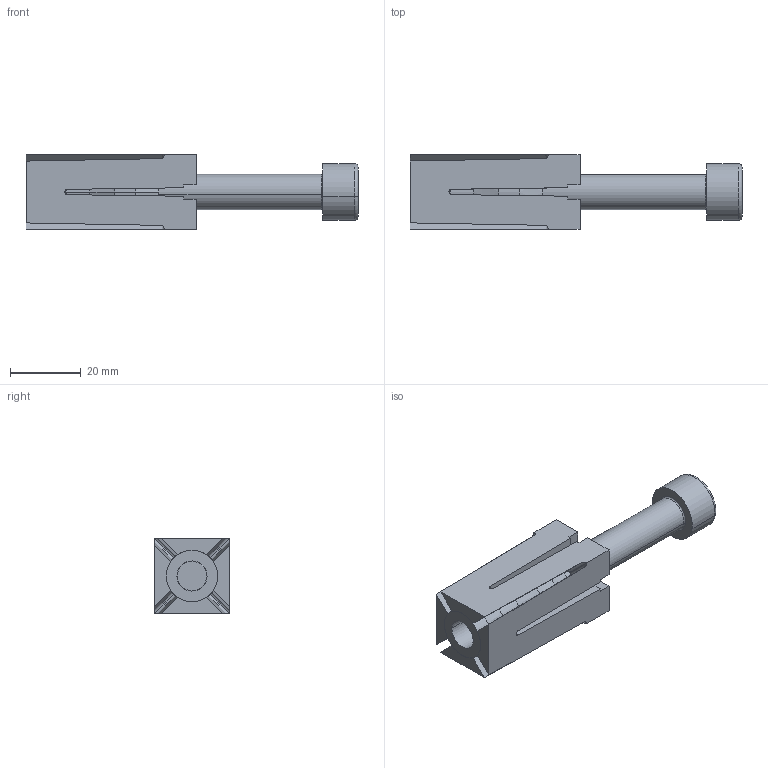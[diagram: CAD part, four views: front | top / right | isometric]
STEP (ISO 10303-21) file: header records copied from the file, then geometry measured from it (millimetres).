
FILE_DESCRIPTION (( 'STEP AP214' ), '1' );
FILE_NAME ('0038215.step', '2022-12-12T12:58:33', ( '' ), ( '' ), 'SwSTEP 2.0', 'SolidWorks 2020', '' );
FILE_SCHEMA (( 'AUTOMOTIVE_DESIGN' ));
Length unit declared in the file: millimetre
Products named in the file (1): 0038215
Bounding box: 93.7 x 21 x 21 mm (x, y, z)
Volume: 20150.6 mm3; surface area: 14455.7 mm2
Topology: 3 solids, 3 shells, 160 faces, 437 edges, 282 vertices
Faces by surface type: plane 70, cylinder 55, cone 31, torus 4
Entity records: 6964 total; most frequent: CARTESIAN_POINT 1310, ORIENTED_EDGE 870, DIRECTION 754, EDGE_CURVE 435, AXIS2_PLACEMENT_3D 286, VERTEX_POINT 282, LINE 182, VECTOR 182
